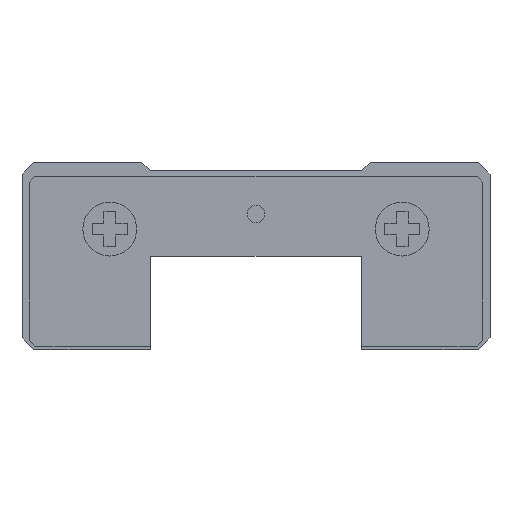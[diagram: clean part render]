
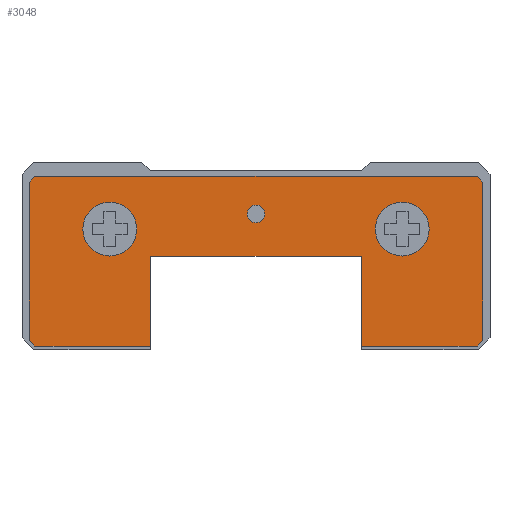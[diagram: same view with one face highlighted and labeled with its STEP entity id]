
A CAD part, front view. The second image highlights one B-rep face of the part: STEP entity #3048.
In plain terms, the highlighted planar face has unit normal (0, -1, 0).
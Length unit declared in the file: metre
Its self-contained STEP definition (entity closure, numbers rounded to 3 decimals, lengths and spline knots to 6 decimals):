
#33=CIRCLE('',#3353,0.000375);
#34=CIRCLE('',#3354,0.00115);
#35=CIRCLE('',#3355,0.00115);
#152=LINE('',#4729,#490);
#153=LINE('',#4732,#491);
#154=LINE('',#4734,#492);
#155=LINE('',#4736,#493);
#156=LINE('',#4738,#494);
#157=LINE('',#4740,#495);
#158=LINE('',#4742,#496);
#159=LINE('',#4744,#497);
#160=LINE('',#4746,#498);
#161=LINE('',#4748,#499);
#162=LINE('',#4750,#500);
#163=LINE('',#4752,#501);
#490=VECTOR('',#3624,1.);
#491=VECTOR('',#3625,1.);
#492=VECTOR('',#3626,1.);
#493=VECTOR('',#3627,1.);
#494=VECTOR('',#3628,1.);
#495=VECTOR('',#3629,1.);
#496=VECTOR('',#3630,1.);
#497=VECTOR('',#3631,1.);
#498=VECTOR('',#3632,1.);
#499=VECTOR('',#3633,1.);
#500=VECTOR('',#3634,1.);
#501=VECTOR('',#3635,1.);
#1101=ORIENTED_EDGE('',*,*,#1841,.T.);
#1102=ORIENTED_EDGE('',*,*,#1842,.F.);
#1103=ORIENTED_EDGE('',*,*,#1843,.F.);
#1104=ORIENTED_EDGE('',*,*,#1844,.T.);
#1105=ORIENTED_EDGE('',*,*,#1845,.T.);
#1106=ORIENTED_EDGE('',*,*,#1846,.F.);
#1107=ORIENTED_EDGE('',*,*,#1847,.T.);
#1108=ORIENTED_EDGE('',*,*,#1848,.T.);
#1109=ORIENTED_EDGE('',*,*,#1849,.F.);
#1110=ORIENTED_EDGE('',*,*,#1850,.F.);
#1111=ORIENTED_EDGE('',*,*,#1851,.F.);
#1112=ORIENTED_EDGE('',*,*,#1852,.T.);
#1113=ORIENTED_EDGE('',*,*,#1853,.F.);
#1114=ORIENTED_EDGE('',*,*,#1854,.F.);
#1115=ORIENTED_EDGE('',*,*,#1855,.T.);
#1841=EDGE_CURVE('',#2297,#2297,#33,.T.);
#1842=EDGE_CURVE('',#2298,#2298,#34,.T.);
#1843=EDGE_CURVE('',#2299,#2300,#152,.T.);
#1844=EDGE_CURVE('',#2299,#2301,#153,.T.);
#1845=EDGE_CURVE('',#2301,#2302,#154,.T.);
#1846=EDGE_CURVE('',#2303,#2302,#155,.T.);
#1847=EDGE_CURVE('',#2303,#2304,#156,.T.);
#1848=EDGE_CURVE('',#2304,#2305,#157,.T.);
#1849=EDGE_CURVE('',#2306,#2305,#158,.T.);
#1850=EDGE_CURVE('',#2307,#2306,#159,.T.);
#1851=EDGE_CURVE('',#2308,#2307,#160,.T.);
#1852=EDGE_CURVE('',#2308,#2309,#161,.T.);
#1853=EDGE_CURVE('',#2310,#2309,#162,.T.);
#1854=EDGE_CURVE('',#2300,#2310,#163,.T.);
#1855=EDGE_CURVE('',#2311,#2311,#35,.T.);
#2297=VERTEX_POINT('',#4726);
#2298=VERTEX_POINT('',#4728);
#2299=VERTEX_POINT('',#4730);
#2300=VERTEX_POINT('',#4731);
#2301=VERTEX_POINT('',#4733);
#2302=VERTEX_POINT('',#4735);
#2303=VERTEX_POINT('',#4737);
#2304=VERTEX_POINT('',#4739);
#2305=VERTEX_POINT('',#4741);
#2306=VERTEX_POINT('',#4743);
#2307=VERTEX_POINT('',#4745);
#2308=VERTEX_POINT('',#4747);
#2309=VERTEX_POINT('',#4749);
#2310=VERTEX_POINT('',#4751);
#2311=VERTEX_POINT('',#4754);
#2600=EDGE_LOOP('',(#1101));
#2601=EDGE_LOOP('',(#1102));
#2602=EDGE_LOOP('',(#1103,#1104,#1105,#1106,#1107,#1108,#1109,#1110,#1111,
#1112,#1113,#1114));
#2603=EDGE_LOOP('',(#1115));
#2762=FACE_BOUND('',#2600,.T.);
#2763=FACE_BOUND('',#2601,.T.);
#2764=FACE_BOUND('',#2602,.T.);
#2765=FACE_BOUND('',#2603,.T.);
#2911=PLANE('',#3352);
#3048=ADVANCED_FACE('',(#2762,#2763,#2764,#2765),#2911,.T.);
#3352=AXIS2_PLACEMENT_3D('',#4724,#3618,#3619);
#3353=AXIS2_PLACEMENT_3D('',#4725,#3620,#3621);
#3354=AXIS2_PLACEMENT_3D('',#4727,#3622,#3623);
#3355=AXIS2_PLACEMENT_3D('',#4753,#3636,#3637);
#3618=DIRECTION('',(0.,-1.,0.));
#3619=DIRECTION('',(1.,0.,0.));
#3620=DIRECTION('',(0.,1.,0.));
#3621=DIRECTION('',(0.,0.,-1.));
#3622=DIRECTION('',(0.,-1.,0.));
#3623=DIRECTION('',(0.,0.,-1.));
#3624=DIRECTION('',(1.,0.,0.));
#3625=DIRECTION('',(-0.707,0.,-0.707));
#3626=DIRECTION('',(0.,0.,-1.));
#3627=DIRECTION('',(-0.707,0.,0.707));
#3628=DIRECTION('',(1.,0.,0.));
#3629=DIRECTION('',(0.,0.,1.));
#3630=DIRECTION('',(-1.,0.,0.));
#3631=DIRECTION('',(0.,0.,1.));
#3632=DIRECTION('',(-1.,0.,0.));
#3633=DIRECTION('',(0.707,0.,0.707));
#3634=DIRECTION('',(0.,0.,-1.));
#3635=DIRECTION('',(0.707,0.,-0.707));
#3636=DIRECTION('',(0.,1.,0.));
#3637=DIRECTION('',(0.,0.,-1.));
#4724=CARTESIAN_POINT('',(0.005,-0.015,0.005));
#4725=CARTESIAN_POINT('',(0.,-0.015,0.0078));
#4726=CARTESIAN_POINT('',(0.,-0.015,0.007425));
#4727=CARTESIAN_POINT('',(0.00625,-0.015,0.00715));
#4728=CARTESIAN_POINT('',(0.00625,-0.015,0.006));
#4729=CARTESIAN_POINT('',(0.004725,-0.015,0.0094));
#4730=CARTESIAN_POINT('',(-0.00945,-0.015,0.0094));
#4731=CARTESIAN_POINT('',(0.00945,-0.015,0.0094));
#4732=CARTESIAN_POINT('',(-0.009575,-0.015,0.009275));
#4733=CARTESIAN_POINT('',(-0.0097,-0.015,0.00915));
#4734=CARTESIAN_POINT('',(-0.0097,-0.015,0.005775));
#4735=CARTESIAN_POINT('',(-0.0097,-0.015,0.0024));
#4736=CARTESIAN_POINT('',(-0.009575,-0.015,0.002275));
#4737=CARTESIAN_POINT('',(-0.00945,-0.015,0.00215));
#4738=CARTESIAN_POINT('',(-0.006975,-0.015,0.00215));
#4739=CARTESIAN_POINT('',(-0.0045,-0.015,0.00215));
#4740=CARTESIAN_POINT('',(-0.0045,-0.015,0.004075));
#4741=CARTESIAN_POINT('',(-0.0045,-0.015,0.006));
#4742=CARTESIAN_POINT('',(0.00225,-0.015,0.006));
#4743=CARTESIAN_POINT('',(0.0045,-0.015,0.006));
#4744=CARTESIAN_POINT('',(0.0045,-0.015,0.004075));
#4745=CARTESIAN_POINT('',(0.0045,-0.015,0.00215));
#4746=CARTESIAN_POINT('',(0.006975,-0.015,0.00215));
#4747=CARTESIAN_POINT('',(0.00945,-0.015,0.00215));
#4748=CARTESIAN_POINT('',(0.009575,-0.015,0.002275));
#4749=CARTESIAN_POINT('',(0.0097,-0.015,0.0024));
#4750=CARTESIAN_POINT('',(0.0097,-0.015,0.005775));
#4751=CARTESIAN_POINT('',(0.0097,-0.015,0.00915));
#4752=CARTESIAN_POINT('',(0.009575,-0.015,0.009275));
#4753=CARTESIAN_POINT('',(-0.00625,-0.015,0.00715));
#4754=CARTESIAN_POINT('',(-0.00625,-0.015,0.006));
